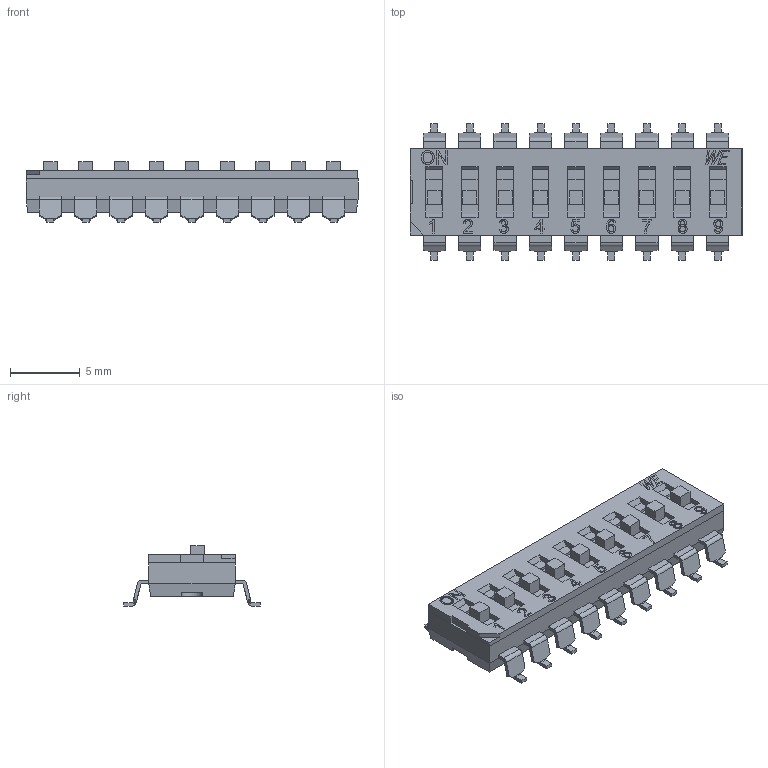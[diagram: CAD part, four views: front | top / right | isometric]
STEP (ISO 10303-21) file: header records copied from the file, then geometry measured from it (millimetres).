
FILE_DESCRIPTION( ( 'Unknown' ), '1' );
FILE_NAME( '418121270809.stp', 'Unknown', ( 'Unknown' ), ( 'Unknown' ), 'PSStep 17.0.49', 'Unknown', ' ' );
FILE_SCHEMA( ( 'AUTOMOTIVE_DESIGN { 1 0 10303 214 1 1 1 1 }' ) );
Length unit declared in the file: millimetre
Products named in the file (7): Assem1; Terminal_tall; Terminal_small; Actuator; Contact; Base_09; Cover_09
Assembly tree (38 placements, depth 2):
  Assem1
    Terminal_tall  x9
    Terminal_small  x9
    Actuator  x9
    Contact  x9
    Base_09
    Cover_09
Bounding box: 23.8 x 9.8 x 4.32 mm (x, y, z)
Volume: 384.2 mm3; surface area: 1667.2 mm2
Topology: 38 solids, 38 shells, 1677 faces, 4625 edges, 3037 vertices
Faces by surface type: plane 1237, cylinder 380, bspline 36, extrusion 24
Full cylindrical faces by diameter (mm): 0.57 x9, 0.6 x27, 2.4 x1
Entity records: 25420 total; most frequent: CARTESIAN_POINT 5132, ORIENTED_EDGE 3386, DIRECTION 2795, EDGE_CURVE 1693, VECTOR 1419, LINE 1395, VERTEX_POINT 1108, AXIS2_PLACEMENT_3D 688
